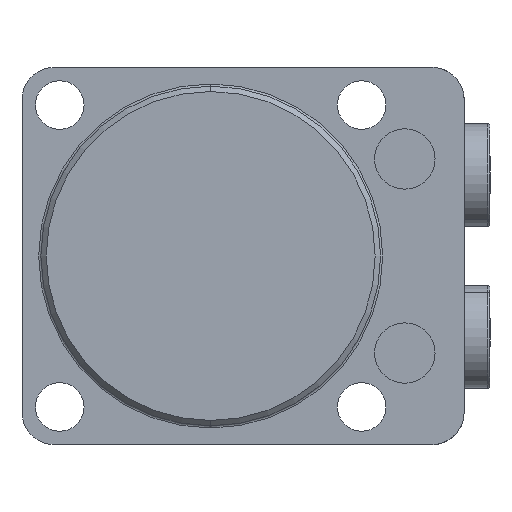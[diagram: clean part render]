
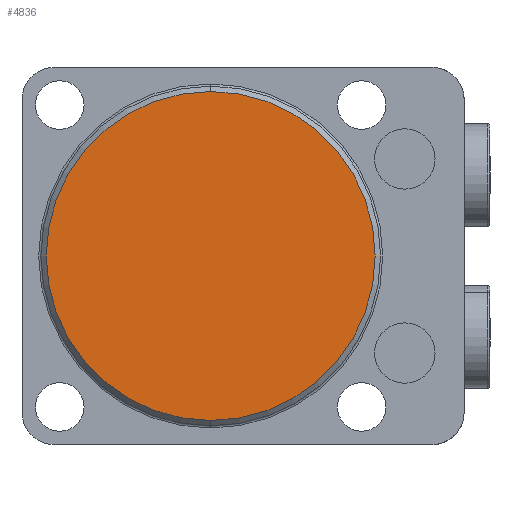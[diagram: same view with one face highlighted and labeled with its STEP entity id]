
A CAD part, front view. The second image highlights one B-rep face of the part: STEP entity #4836.
In plain terms, the highlighted planar face has unit normal (0, -1, 0).
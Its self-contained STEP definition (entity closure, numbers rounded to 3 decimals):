
#180 = AXIS2_PLACEMENT_3D ( 'NONE', #4995, #4996, #4997 ) ;
#485 = FACE_OUTER_BOUND ( 'NONE', #1179, .T. ) ;
#1179 = EDGE_LOOP ( 'NONE', ( #1514, #1515 ) ) ;
#1514 = ORIENTED_EDGE ( 'NONE', *, *, #2579, .T. ) ;
#1515 = ORIENTED_EDGE ( 'NONE', *, *, #5328, .T. ) ;
#2274 = CIRCLE ( 'NONE', #2366, 30.5 ) ;
#2366 = AXIS2_PLACEMENT_3D ( 'NONE', #2831, #2832, #2833 ) ;
#2579 = EDGE_CURVE ( 'NONE', #4370, #4367, #2274, .T. ) ;
#2831 = CARTESIAN_POINT ( 'NONE',  ( 0., 0., 0. ) ) ;
#2832 = DIRECTION ( 'NONE',  ( 0., -1., 0. ) ) ;
#2833 = DIRECTION ( 'NONE',  ( 0., 0., 1. ) ) ;
#3776 = CARTESIAN_POINT ( 'NONE',  ( 0., 0., -30.5 ) ) ;
#3779 = CARTESIAN_POINT ( 'NONE',  ( 0., 0., 30.5 ) ) ;
#3946 = CARTESIAN_POINT ( 'NONE',  ( -35., 0., 35. ) ) ;
#3948 = PLANE ( 'NONE',  #5231 ) ;
#3951 = DIRECTION ( 'NONE',  ( 0., 1., 0. ) ) ;
#3952 = DIRECTION ( 'NONE',  ( 0., 0., 1. ) ) ;
#4130 = CIRCLE ( 'NONE', #180, 30.5 ) ;
#4367 = VERTEX_POINT ( 'NONE', #3776 ) ;
#4370 = VERTEX_POINT ( 'NONE', #3779 ) ;
#4836 = ADVANCED_FACE ( 'NONE', ( #485 ), #3948, .F. ) ;
#4995 = CARTESIAN_POINT ( 'NONE',  ( 0., 0., 0. ) ) ;
#4996 = DIRECTION ( 'NONE',  ( 0., -1., 0. ) ) ;
#4997 = DIRECTION ( 'NONE',  ( 0., 0., 1. ) ) ;
#5231 = AXIS2_PLACEMENT_3D ( 'NONE', #3946, #3951, #3952 ) ;
#5328 = EDGE_CURVE ( 'NONE', #4367, #4370, #4130, .T. ) ;
